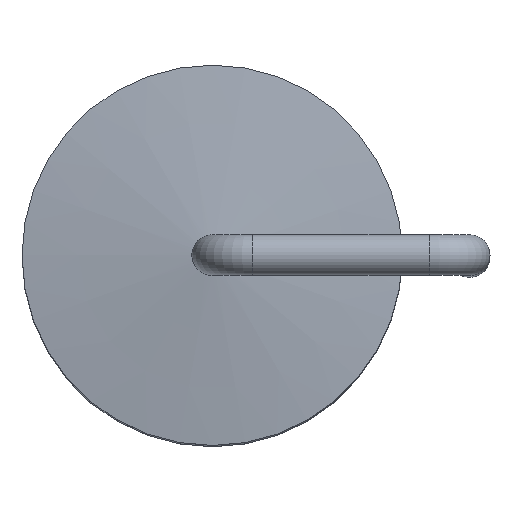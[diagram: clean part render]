
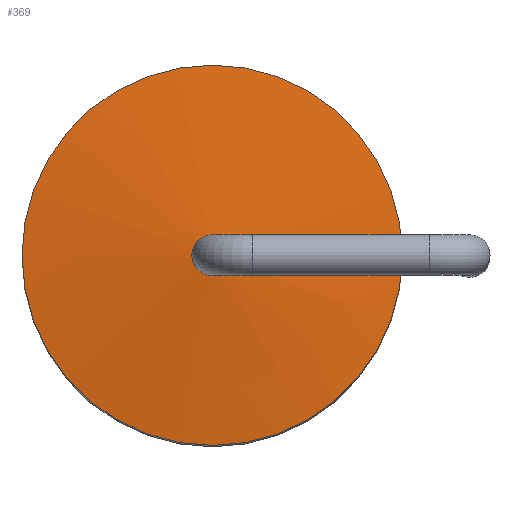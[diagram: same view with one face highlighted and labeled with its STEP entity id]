
A CAD part, top view. The second image highlights one B-rep face of the part: STEP entity #369.
In plain terms, the highlighted conical face has half-angle 83.387 degrees and reference radius 0.3 mm.
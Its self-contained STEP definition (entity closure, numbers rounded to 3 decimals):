
#27=DIRECTION('',(0.,0.,1.));
#49=DIRECTION('',(0.,-1.,0.));
#69=DIRECTION('',(0.,0.,-1.));
#355=VERTEX_POINT('',#356);
#356=CARTESIAN_POINT('',(3.75,0.,15.7));
#360=ORIENTED_EDGE('',*,*,#361,.F.);
#361=EDGE_CURVE('',#355,#355,#362,.T.);
#362=CIRCLE('',#363,3.75);
#363=AXIS2_PLACEMENT_3D('',#364,#69,#365);
#364=CARTESIAN_POINT('',(0.,0.,15.7));
#365=DIRECTION('',(1.,0.,0.));
#369=ADVANCED_FACE('',(#370),#386,.T.);
#370=FACE_BOUND('',#371,.T.);
#371=EDGE_LOOP('',(#372,#379,#360,#385));
#372=ORIENTED_EDGE('',*,*,#373,.F.);
#373=EDGE_CURVE('',#374,#374,#376,.T.);
#374=VERTEX_POINT('',#375);
#375=CARTESIAN_POINT('',(0.4,0.,16.088));
#376=CIRCLE('',#377,0.4);
#377=AXIS2_PLACEMENT_3D('',#378,#27,#49);
#378=CARTESIAN_POINT('',(0.,0.,16.088));
#379=ORIENTED_EDGE('',*,*,#380,.T.);
#380=EDGE_CURVE('',#374,#355,#381,.T.);
#381=LINE('',#382,#383);
#382=CARTESIAN_POINT('',(0.3,0.,16.1));
#383=VECTOR('',#384,1.);
#384=DIRECTION('',(0.993,0.,-0.115)  );
#385=ORIENTED_EDGE('',*,*,#380,.F.);
#386=CONICAL_SURFACE('',#387,0.3,1.455);
#387=AXIS2_PLACEMENT_3D('',#388,#69,#389);
#388=CARTESIAN_POINT('',(0.,0.,16.1));
#389=DIRECTION('',(1.,0.,0.));
